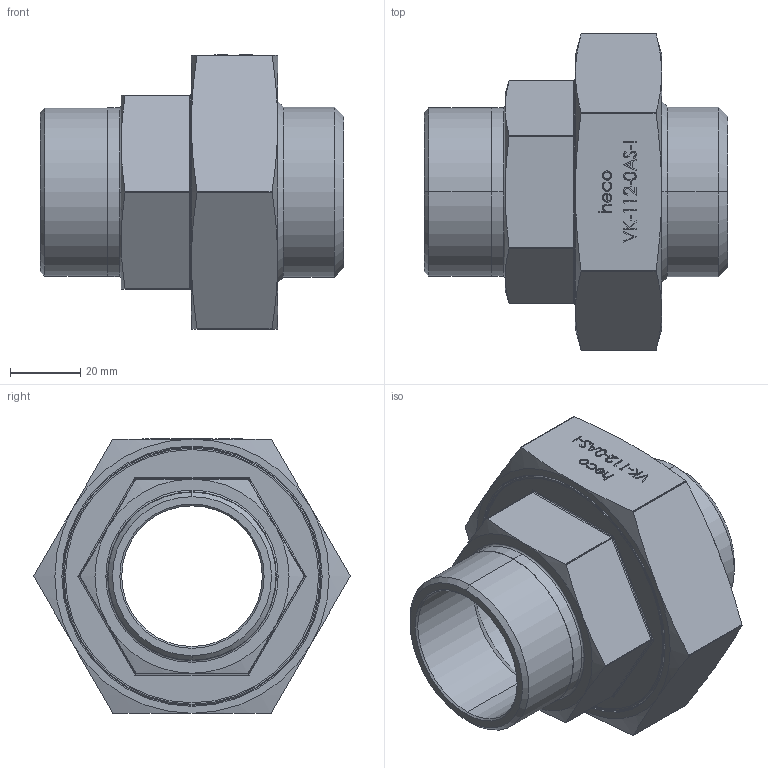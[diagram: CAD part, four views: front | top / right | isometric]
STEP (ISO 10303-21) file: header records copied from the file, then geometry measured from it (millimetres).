
FILE_DESCRIPTION (( 'STEP AP214' ), '1' );
FILE_NAME ('heco_VF-112-0AS-I.STEP', '2016-09-21T14:25:41', ( '' ), ( '' ), 'SwSTEP 2.0', 'SolidWorks 2016', '' );
FILE_SCHEMA (( 'AUTOMOTIVE_DESIGN' ));
Length unit declared in the file: millimetre
Products named in the file (1): heco_VF-112-0AS-I
Bounding box: 86.3 x 89.97 x 78.1 mm (x, y, z)
Volume: 123415.2 mm3; surface area: 36417 mm2
Topology: 1 solids, 1 shells, 285 faces, 715 edges, 454 vertices
Faces by surface type: plane 120, bspline 71, cylinder 54, cone 36, torus 4
Entity records: 13706 total; most frequent: CARTESIAN_POINT 5796, ORIENTED_EDGE 1418, DIRECTION 983, EDGE_CURVE 709, VERTEX_POINT 454, LINE 389, VECTOR 389, EDGE_LOOP 315
